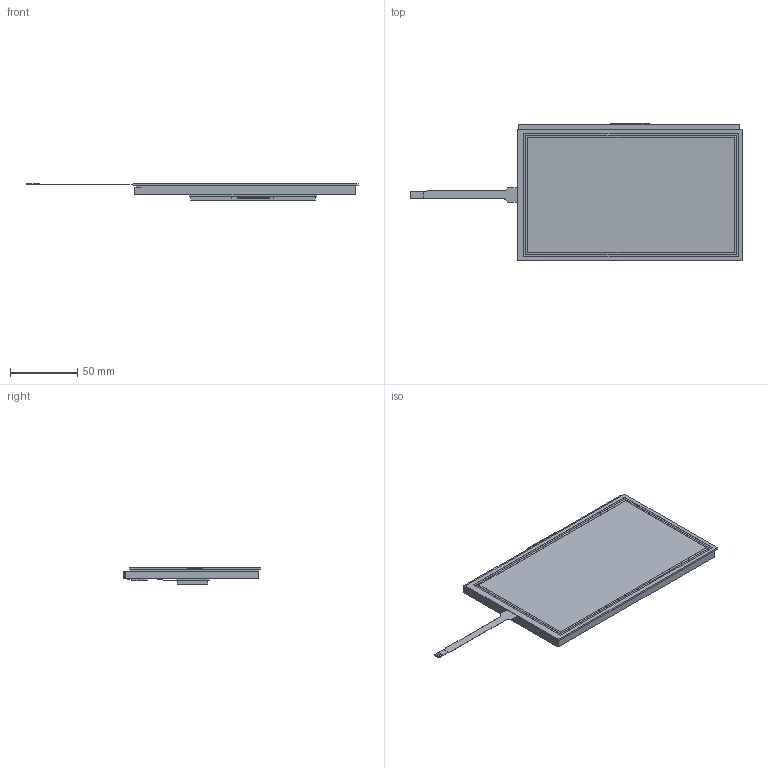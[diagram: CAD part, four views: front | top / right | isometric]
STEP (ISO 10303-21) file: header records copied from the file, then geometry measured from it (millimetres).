
FILE_DESCRIPTION(/* description */ (''),/* implementation_level */ '2;1');
FILE_NAME(/* name */ '',/* time_stamp */ '2025-09-29T14:22:43+09:00',/* author */ (''),/* organization */ (''),/* preprocessor_version */ 'ST-DEVELOPER v20',/* originating_system */ 'Autodesk Inventor 2024',/* authorisation */ '');
FILE_SCHEMA (('AUTOMOTIVE_DESIGN { 1 0 10303 214 3 1 1 }'));
Length unit declared in the file: millimetre
Products named in the file (1): HP_TK-SRA07BWS-101
Bounding box: 247.75 x 102.36 x 12.19 mm (x, y, z)
Volume: 128948.9 mm3; surface area: 73043 mm2
Topology: 1 solids, 2 shells, 1136 faces, 3206 edges, 2096 vertices
Faces by surface type: plane 918, cylinder 218
Entity records: 36413 total; most frequent: CARTESIAN_POINT 6439, ORIENTED_EDGE 6412, DIRECTION 5942, EDGE_CURVE 3206, LINE 2744, VECTOR 2744, VERTEX_POINT 2096, AXIS2_PLACEMENT_3D 1599
